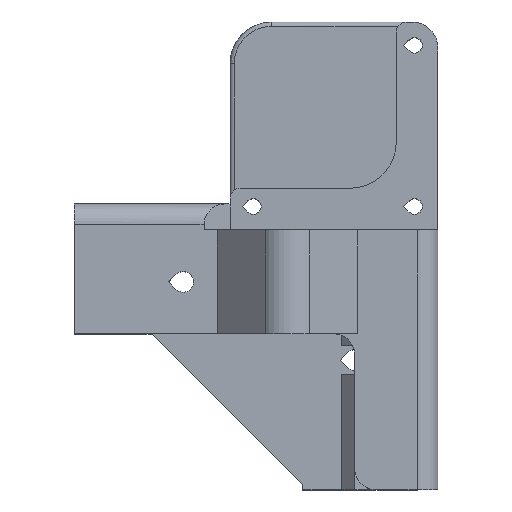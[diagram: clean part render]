
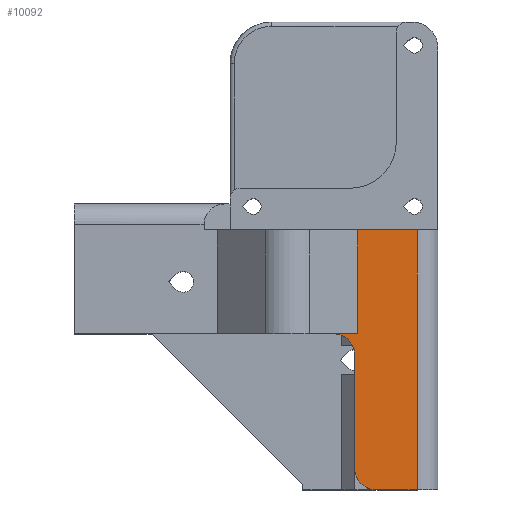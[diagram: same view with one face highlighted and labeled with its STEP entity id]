
A CAD part, top view. The second image highlights one B-rep face of the part: STEP entity #10092.
In plain terms, the highlighted planar face has unit normal (0, 0, 1).
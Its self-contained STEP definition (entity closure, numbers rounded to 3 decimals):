
#1846 = PLANE('',#1847);
#1847 = AXIS2_PLACEMENT_3D('',#1848,#1849,#1850);
#1848 = CARTESIAN_POINT('',(-6.,-70.,-25.));
#1849 = DIRECTION('',(0.,1.,0.));
#1850 = DIRECTION('',(1.,0.,0.));
#2335 = PLANE('',#2336);
#2336 = AXIS2_PLACEMENT_3D('',#2337,#2338,#2339);
#2337 = CARTESIAN_POINT('',(-4.757,-40.,14.243));
#2338 = DIRECTION('',(0.,1.,0.));
#2339 = DIRECTION('',(0.,0.,1.));
#3370 = VERTEX_POINT('',#3371);
#3371 = CARTESIAN_POINT('',(8.,-70.,5.));
#3387 = CYLINDRICAL_SURFACE('',#3388,4.);
#3388 = AXIS2_PLACEMENT_3D('',#3389,#3390,#3391);
#3389 = CARTESIAN_POINT('',(8.,-66.,5.));
#3390 = DIRECTION('',(0.,0.,-1.));
#3391 = DIRECTION('',(0.,-1.,0.));
#3399 = EDGE_CURVE('',#3370,#3400,#3402,.T.);
#3400 = VERTEX_POINT('',#3401);
#3401 = CARTESIAN_POINT('',(16.,-70.,5.));
#3402 = SURFACE_CURVE('',#3403,(#3407,#3414),.PCURVE_S1.);
#3403 = LINE('',#3404,#3405);
#3404 = CARTESIAN_POINT('',(-6.,-70.,5.));
#3405 = VECTOR('',#3406,1.);
#3406 = DIRECTION('',(1.,0.,0.));
#3407 = PCURVE('',#1846,#3408);
#3408 = DEFINITIONAL_REPRESENTATION('',(#3409),#3413);
#3409 = LINE('',#3410,#3411);
#3410 = CARTESIAN_POINT('',(0.,-30.));
#3411 = VECTOR('',#3412,1.);
#3412 = DIRECTION('',(1.,0.));
#3413 = ( GEOMETRIC_REPRESENTATION_CONTEXT(2) 
PARAMETRIC_REPRESENTATION_CONTEXT() REPRESENTATION_CONTEXT('2D SPACE',''
  ) );
#3414 = PCURVE('',#3415,#3420);
#3415 = PLANE('',#3416);
#3416 = AXIS2_PLACEMENT_3D('',#3417,#3418,#3419);
#3417 = CARTESIAN_POINT('',(-50.,-15.,5.));
#3418 = DIRECTION('',(0.,0.,-1.));
#3419 = DIRECTION('',(-1.,0.,0.));
#3420 = DEFINITIONAL_REPRESENTATION('',(#3421),#3425);
#3421 = LINE('',#3422,#3423);
#3422 = CARTESIAN_POINT('',(-44.,-55.));
#3423 = VECTOR('',#3424,1.);
#3424 = DIRECTION('',(-1.,0.));
#3425 = ( GEOMETRIC_REPRESENTATION_CONTEXT(2) 
PARAMETRIC_REPRESENTATION_CONTEXT() REPRESENTATION_CONTEXT('2D SPACE',''
  ) );
#3448 = CYLINDRICAL_SURFACE('',#3449,4.);
#3449 = AXIS2_PLACEMENT_3D('',#3450,#3451,#3452);
#3450 = CARTESIAN_POINT('',(16.,-70.,1.));
#3451 = DIRECTION('',(0.,1.,0.));
#3452 = DIRECTION('',(1.,0.,0.));
#8190 = PLANE('',#8191);
#8191 = AXIS2_PLACEMENT_3D('',#8192,#8193,#8194);
#8192 = CARTESIAN_POINT('',(4.,-82.086,5.));
#8193 = DIRECTION('',(1.,0.,0.));
#8194 = DIRECTION('',(0.,1.,0.));
#8218 = CYLINDRICAL_SURFACE('',#8219,4.);
#8219 = AXIS2_PLACEMENT_3D('',#8220,#8221,#8222);
#8220 = CARTESIAN_POINT('',(0.,-44.,5.));
#8221 = DIRECTION('',(-0.,-0.,-1.));
#8222 = DIRECTION('',(1.,0.,0.));
#8699 = VERTEX_POINT('',#8700);
#8700 = CARTESIAN_POINT('',(4.485,-40.,5.));
#8714 = PLANE('',#8715);
#8715 = AXIS2_PLACEMENT_3D('',#8716,#8717,#8718);
#8716 = CARTESIAN_POINT('',(7.527,-40.,1.958));
#8717 = DIRECTION('',(0.707,0.,0.707)
  );
#8718 = DIRECTION('',(-0.707,0.,0.707)
  );
#8726 = EDGE_CURVE('',#8727,#8699,#8729,.T.);
#8727 = VERTEX_POINT('',#8728);
#8728 = CARTESIAN_POINT('',(0.,-40.,5.));
#8729 = SURFACE_CURVE('',#8730,(#8734,#8741),.PCURVE_S1.);
#8730 = LINE('',#8731,#8732);
#8731 = CARTESIAN_POINT('',(-27.379,-40.,5.));
#8732 = VECTOR('',#8733,1.);
#8733 = DIRECTION('',(1.,0.,0.));
#8734 = PCURVE('',#2335,#8735);
#8735 = DEFINITIONAL_REPRESENTATION('',(#8736),#8740);
#8736 = LINE('',#8737,#8738);
#8737 = CARTESIAN_POINT('',(-9.243,-22.621));
#8738 = VECTOR('',#8739,1.);
#8739 = DIRECTION('',(0.,1.));
#8740 = ( GEOMETRIC_REPRESENTATION_CONTEXT(2) 
PARAMETRIC_REPRESENTATION_CONTEXT() REPRESENTATION_CONTEXT('2D SPACE',''
  ) );
#8741 = PCURVE('',#3415,#8742);
#8742 = DEFINITIONAL_REPRESENTATION('',(#8743),#8746);
#8743 = B_SPLINE_CURVE_WITH_KNOTS('',1,(#8744,#8745),.UNSPECIFIED.,.F.,
  .F.,(2,2),(-1.454,38.211),.PIECEWISE_BEZIER_KNOTS.);
#8744 = CARTESIAN_POINT('',(-21.167,-25.));
#8745 = CARTESIAN_POINT('',(-60.833,-25.));
#8746 = ( GEOMETRIC_REPRESENTATION_CONTEXT(2) 
PARAMETRIC_REPRESENTATION_CONTEXT() REPRESENTATION_CONTEXT('2D SPACE',''
  ) );
#8944 = PLANE('',#8945);
#8945 = AXIS2_PLACEMENT_3D('',#8946,#8947,#8948);
#8946 = CARTESIAN_POINT('',(-4.757,-20.,14.243));
#8947 = DIRECTION('',(0.,1.,0.));
#8948 = DIRECTION('',(0.,0.,1.));
#9243 = EDGE_CURVE('',#3370,#9244,#9246,.T.);
#9244 = VERTEX_POINT('',#9245);
#9245 = CARTESIAN_POINT('',(4.,-66.,5.));
#9246 = SURFACE_CURVE('',#9247,(#9252,#9259),.PCURVE_S1.);
#9247 = CIRCLE('',#9248,4.);
#9248 = AXIS2_PLACEMENT_3D('',#9249,#9250,#9251);
#9249 = CARTESIAN_POINT('',(8.,-66.,5.));
#9250 = DIRECTION('',(0.,0.,-1.));
#9251 = DIRECTION('',(0.,1.,0.));
#9252 = PCURVE('',#3387,#9253);
#9253 = DEFINITIONAL_REPRESENTATION('',(#9254),#9258);
#9254 = LINE('',#9255,#9256);
#9255 = CARTESIAN_POINT('',(-3.142,0.));
#9256 = VECTOR('',#9257,1.);
#9257 = DIRECTION('',(1.,0.));
#9258 = ( GEOMETRIC_REPRESENTATION_CONTEXT(2) 
PARAMETRIC_REPRESENTATION_CONTEXT() REPRESENTATION_CONTEXT('2D SPACE',''
  ) );
#9259 = PCURVE('',#3415,#9260);
#9260 = DEFINITIONAL_REPRESENTATION('',(#9261),#9265);
#9261 = CIRCLE('',#9262,4.);
#9262 = AXIS2_PLACEMENT_2D('',#9263,#9264);
#9263 = CARTESIAN_POINT('',(-58.,-51.));
#9264 = DIRECTION('',(0.,1.));
#9265 = ( GEOMETRIC_REPRESENTATION_CONTEXT(2) 
PARAMETRIC_REPRESENTATION_CONTEXT() REPRESENTATION_CONTEXT('2D SPACE',''
  ) );
#10048 = EDGE_CURVE('',#3400,#10049,#10051,.T.);
#10049 = VERTEX_POINT('',#10050);
#10050 = CARTESIAN_POINT('',(16.,-20.,5.));
#10051 = SURFACE_CURVE('',#10052,(#10056,#10063),.PCURVE_S1.);
#10052 = LINE('',#10053,#10054);
#10053 = CARTESIAN_POINT('',(16.,-70.,5.));
#10054 = VECTOR('',#10055,1.);
#10055 = DIRECTION('',(0.,1.,0.));
#10056 = PCURVE('',#3448,#10057);
#10057 = DEFINITIONAL_REPRESENTATION('',(#10058),#10062);
#10058 = LINE('',#10059,#10060);
#10059 = CARTESIAN_POINT('',(-1.571,0.));
#10060 = VECTOR('',#10061,1.);
#10061 = DIRECTION('',(-0.,1.));
#10062 = ( GEOMETRIC_REPRESENTATION_CONTEXT(2) 
PARAMETRIC_REPRESENTATION_CONTEXT() REPRESENTATION_CONTEXT('2D SPACE',''
  ) );
#10063 = PCURVE('',#3415,#10064);
#10064 = DEFINITIONAL_REPRESENTATION('',(#10065),#10069);
#10065 = LINE('',#10066,#10067);
#10066 = CARTESIAN_POINT('',(-66.,-55.));
#10067 = VECTOR('',#10068,1.);
#10068 = DIRECTION('',(0.,1.));
#10069 = ( GEOMETRIC_REPRESENTATION_CONTEXT(2) 
PARAMETRIC_REPRESENTATION_CONTEXT() REPRESENTATION_CONTEXT('2D SPACE',''
  ) );
#10092 = ADVANCED_FACE('',(#10093),#3415,.F.);
#10093 = FACE_BOUND('',#10094,.F.);
#10094 = EDGE_LOOP('',(#10095,#10118,#10144,#10145,#10166,#10186,#10187,
    #10188));
#10095 = ORIENTED_EDGE('',*,*,#10096,.T.);
#10096 = EDGE_CURVE('',#9244,#10097,#10099,.T.);
#10097 = VERTEX_POINT('',#10098);
#10098 = CARTESIAN_POINT('',(4.,-44.,5.));
#10099 = SURFACE_CURVE('',#10100,(#10104,#10111),.PCURVE_S1.);
#10100 = LINE('',#10101,#10102);
#10101 = CARTESIAN_POINT('',(4.,-82.086,5.));
#10102 = VECTOR('',#10103,1.);
#10103 = DIRECTION('',(0.,1.,0.));
#10104 = PCURVE('',#3415,#10105);
#10105 = DEFINITIONAL_REPRESENTATION('',(#10106),#10110);
#10106 = LINE('',#10107,#10108);
#10107 = CARTESIAN_POINT('',(-54.,-67.086));
#10108 = VECTOR('',#10109,1.);
#10109 = DIRECTION('',(0.,1.));
#10110 = ( GEOMETRIC_REPRESENTATION_CONTEXT(2) 
PARAMETRIC_REPRESENTATION_CONTEXT() REPRESENTATION_CONTEXT('2D SPACE',''
  ) );
#10111 = PCURVE('',#8190,#10112);
#10112 = DEFINITIONAL_REPRESENTATION('',(#10113),#10117);
#10113 = LINE('',#10114,#10115);
#10114 = CARTESIAN_POINT('',(0.,0.));
#10115 = VECTOR('',#10116,1.);
#10116 = DIRECTION('',(1.,0.));
#10117 = ( GEOMETRIC_REPRESENTATION_CONTEXT(2) 
PARAMETRIC_REPRESENTATION_CONTEXT() REPRESENTATION_CONTEXT('2D SPACE',''
  ) );
#10118 = ORIENTED_EDGE('',*,*,#10119,.T.);
#10119 = EDGE_CURVE('',#10097,#8727,#10120,.T.);
#10120 = SURFACE_CURVE('',#10121,(#10126,#10137),.PCURVE_S1.);
#10121 = CIRCLE('',#10122,4.);
#10122 = AXIS2_PLACEMENT_3D('',#10123,#10124,#10125);
#10123 = CARTESIAN_POINT('',(0.,-44.,5.));
#10124 = DIRECTION('',(0.,-0.,1.));
#10125 = DIRECTION('',(0.,1.,0.));
#10126 = PCURVE('',#3415,#10127);
#10127 = DEFINITIONAL_REPRESENTATION('',(#10128),#10136);
#10128 = ( BOUNDED_CURVE() B_SPLINE_CURVE(2,(#10129,#10130,#10131,#10132
    ,#10133,#10134,#10135),.UNSPECIFIED.,.T.,.F.) 
B_SPLINE_CURVE_WITH_KNOTS((1,2,2,2,2,1),(-2.094,0.,
    2.094,4.189,6.283,8.378),
.UNSPECIFIED.) CURVE() GEOMETRIC_REPRESENTATION_ITEM() 
RATIONAL_B_SPLINE_CURVE((1.,0.5,1.,0.5,1.,0.5,1.)) REPRESENTATION_ITEM(
  '') );
#10129 = CARTESIAN_POINT('',(-50.,-25.));
#10130 = CARTESIAN_POINT('',(-43.072,-25.));
#10131 = CARTESIAN_POINT('',(-46.536,-31.));
#10132 = CARTESIAN_POINT('',(-50.,-37.));
#10133 = CARTESIAN_POINT('',(-53.464,-31.));
#10134 = CARTESIAN_POINT('',(-56.928,-25.));
#10135 = CARTESIAN_POINT('',(-50.,-25.));
#10136 = ( GEOMETRIC_REPRESENTATION_CONTEXT(2) 
PARAMETRIC_REPRESENTATION_CONTEXT() REPRESENTATION_CONTEXT('2D SPACE',''
  ) );
#10137 = PCURVE('',#8218,#10138);
#10138 = DEFINITIONAL_REPRESENTATION('',(#10139),#10143);
#10139 = LINE('',#10140,#10141);
#10140 = CARTESIAN_POINT('',(4.712,-0.));
#10141 = VECTOR('',#10142,1.);
#10142 = DIRECTION('',(-1.,0.));
#10143 = ( GEOMETRIC_REPRESENTATION_CONTEXT(2) 
PARAMETRIC_REPRESENTATION_CONTEXT() REPRESENTATION_CONTEXT('2D SPACE',''
  ) );
#10144 = ORIENTED_EDGE('',*,*,#8726,.T.);
#10145 = ORIENTED_EDGE('',*,*,#10146,.F.);
#10146 = EDGE_CURVE('',#10147,#8699,#10149,.T.);
#10147 = VERTEX_POINT('',#10148);
#10148 = CARTESIAN_POINT('',(4.485,-20.,5.));
#10149 = SURFACE_CURVE('',#10150,(#10154,#10160),.PCURVE_S1.);
#10150 = LINE('',#10151,#10152);
#10151 = CARTESIAN_POINT('',(4.485,-27.5,5.));
#10152 = VECTOR('',#10153,1.);
#10153 = DIRECTION('',(0.,-1.,0.));
#10154 = PCURVE('',#3415,#10155);
#10155 = DEFINITIONAL_REPRESENTATION('',(#10156),#10159);
#10156 = B_SPLINE_CURVE_WITH_KNOTS('',1,(#10157,#10158),.UNSPECIFIED.,
  .F.,.F.,(2,2),(-9.5,14.5),.PIECEWISE_BEZIER_KNOTS.);
#10157 = CARTESIAN_POINT('',(-54.485,-3.));
#10158 = CARTESIAN_POINT('',(-54.485,-27.));
#10159 = ( GEOMETRIC_REPRESENTATION_CONTEXT(2) 
PARAMETRIC_REPRESENTATION_CONTEXT() REPRESENTATION_CONTEXT('2D SPACE',''
  ) );
#10160 = PCURVE('',#8714,#10161);
#10161 = DEFINITIONAL_REPRESENTATION('',(#10162),#10165);
#10162 = B_SPLINE_CURVE_WITH_KNOTS('',1,(#10163,#10164),.UNSPECIFIED.,
  .F.,.F.,(2,2),(-9.5,14.5),.PIECEWISE_BEZIER_KNOTS.);
#10163 = CARTESIAN_POINT('',(4.302,-22.));
#10164 = CARTESIAN_POINT('',(4.302,2.));
#10165 = ( GEOMETRIC_REPRESENTATION_CONTEXT(2) 
PARAMETRIC_REPRESENTATION_CONTEXT() REPRESENTATION_CONTEXT('2D SPACE',''
  ) );
#10166 = ORIENTED_EDGE('',*,*,#10167,.T.);
#10167 = EDGE_CURVE('',#10147,#10049,#10168,.T.);
#10168 = SURFACE_CURVE('',#10169,(#10173,#10179),.PCURVE_S1.);
#10169 = LINE('',#10170,#10171);
#10170 = CARTESIAN_POINT('',(-35.,-20.,5.));
#10171 = VECTOR('',#10172,1.);
#10172 = DIRECTION('',(1.,0.,0.));
#10173 = PCURVE('',#3415,#10174);
#10174 = DEFINITIONAL_REPRESENTATION('',(#10175),#10178);
#10175 = B_SPLINE_CURVE_WITH_KNOTS('',1,(#10176,#10177),.UNSPECIFIED.,
  .F.,.F.,(2,2),(10.,51.),.PIECEWISE_BEZIER_KNOTS.);
#10176 = CARTESIAN_POINT('',(-25.,-5.));
#10177 = CARTESIAN_POINT('',(-66.,-5.));
#10178 = ( GEOMETRIC_REPRESENTATION_CONTEXT(2) 
PARAMETRIC_REPRESENTATION_CONTEXT() REPRESENTATION_CONTEXT('2D SPACE',''
  ) );
#10179 = PCURVE('',#8944,#10180);
#10180 = DEFINITIONAL_REPRESENTATION('',(#10181),#10185);
#10181 = LINE('',#10182,#10183);
#10182 = CARTESIAN_POINT('',(-9.243,-30.243));
#10183 = VECTOR('',#10184,1.);
#10184 = DIRECTION('',(0.,1.));
#10185 = ( GEOMETRIC_REPRESENTATION_CONTEXT(2) 
PARAMETRIC_REPRESENTATION_CONTEXT() REPRESENTATION_CONTEXT('2D SPACE',''
  ) );
#10186 = ORIENTED_EDGE('',*,*,#10048,.F.);
#10187 = ORIENTED_EDGE('',*,*,#3399,.F.);
#10188 = ORIENTED_EDGE('',*,*,#9243,.T.);
